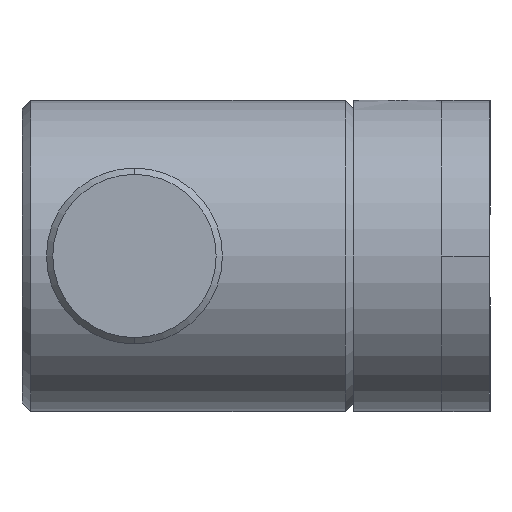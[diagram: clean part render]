
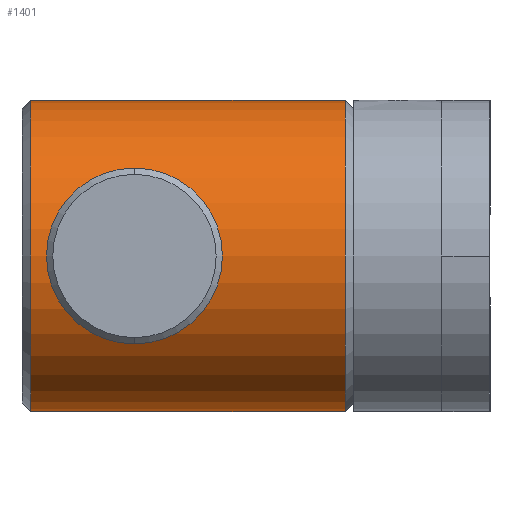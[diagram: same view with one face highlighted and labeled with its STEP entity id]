
A CAD part, left-side view. The second image highlights one B-rep face of the part: STEP entity #1401.
In plain terms, the highlighted cylindrical face has radius 12.497 mm (diameter 24.994 mm), a partial arc.
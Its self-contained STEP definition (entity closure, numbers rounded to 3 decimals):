
#302 = EDGE_CURVE ( 'NONE', #1083, #2969, #1238, .T. ) ;
#344 = VERTEX_POINT ( 'NONE', #2743 ) ;
#480 = EDGE_CURVE ( 'NONE', #1132, #2969, #1816, .T. ) ;
#550 = AXIS2_PLACEMENT_3D ( 'NONE', #1755, #1743, #2078 ) ;
#576 = CYLINDRICAL_SURFACE ( 'NONE', #550, 12.497 ) ;
#586 = EDGE_CURVE ( 'NONE', #1083, #344, #3391, .T. ) ;
#1033 = DIRECTION ( 'NONE',  ( 0., -1., 0. ) ) ;
#1083 = VERTEX_POINT ( 'NONE', #3008 ) ;
#1132 = VERTEX_POINT ( 'NONE', #2755 ) ;
#1177 = EDGE_LOOP ( 'NONE', ( #2072, #3387, #3303, #1405 ) ) ;
#1238 = LINE ( 'NONE', #3001, #2953 ) ;
#1245 = CARTESIAN_POINT ( 'NONE',  ( 4.123, 32.327, -12.497 ) ) ;
#1401 = ADVANCED_FACE ( 'NONE', ( #2901 ), #576, .T. ) ;
#1405 = ORIENTED_EDGE ( 'NONE', *, *, #480, .T. ) ;
#1525 = EDGE_CURVE ( 'NONE', #344, #1132, #2486, .T. ) ;
#1736 = DIRECTION ( 'NONE',  ( 0., 0., 1. ) ) ;
#1743 = DIRECTION ( 'NONE',  ( 0., -1., 0. ) ) ;
#1755 = CARTESIAN_POINT ( 'NONE',  ( 4.123, 32.327, 0. ) ) ;
#1816 = CIRCLE ( 'NONE', #2190, 12.497 ) ;
#1818 = DIRECTION ( 'NONE',  ( 0., -1., 0. ) ) ;
#1962 = DIRECTION ( 'NONE',  ( 0., 0., 1. ) ) ;
#2072 = ORIENTED_EDGE ( 'NONE', *, *, #302, .F. ) ;
#2078 = DIRECTION ( 'NONE',  ( 0., 0., -1. ) ) ;
#2102 = AXIS2_PLACEMENT_3D ( 'NONE', #2299, #2572, #1736 ) ;
#2190 = AXIS2_PLACEMENT_3D ( 'NONE', #3346, #3069, #1962 ) ;
#2293 = CARTESIAN_POINT ( 'NONE',  ( 4.123, 6.398, 12.497 ) ) ;
#2299 = CARTESIAN_POINT ( 'NONE',  ( 4.123, 31.627, 0. ) ) ;
#2486 = LINE ( 'NONE', #1245, #2856 ) ;
#2572 = DIRECTION ( 'NONE',  ( 0., -1., 0. ) ) ;
#2743 = CARTESIAN_POINT ( 'NONE',  ( 4.123, 31.627, -12.497 ) ) ;
#2755 = CARTESIAN_POINT ( 'NONE',  ( 4.123, 6.398, -12.497 ) ) ;
#2856 = VECTOR ( 'NONE', #1818, 1000. ) ;
#2901 = FACE_OUTER_BOUND ( 'NONE', #1177, .T. ) ;
#2953 = VECTOR ( 'NONE', #1033, 1000. ) ;
#2969 = VERTEX_POINT ( 'NONE', #2293 ) ;
#3001 = CARTESIAN_POINT ( 'NONE',  ( 4.123, 32.327, 12.497 ) ) ;
#3008 = CARTESIAN_POINT ( 'NONE',  ( 4.123, 31.627, 12.497 ) ) ;
#3069 = DIRECTION ( 'NONE',  ( 0., 1., 0. ) ) ;
#3303 = ORIENTED_EDGE ( 'NONE', *, *, #1525, .T. ) ;
#3346 = CARTESIAN_POINT ( 'NONE',  ( 4.123, 6.398, 0. ) ) ;
#3387 = ORIENTED_EDGE ( 'NONE', *, *, #586, .T. ) ;
#3391 = CIRCLE ( 'NONE', #2102, 12.497 ) ;
